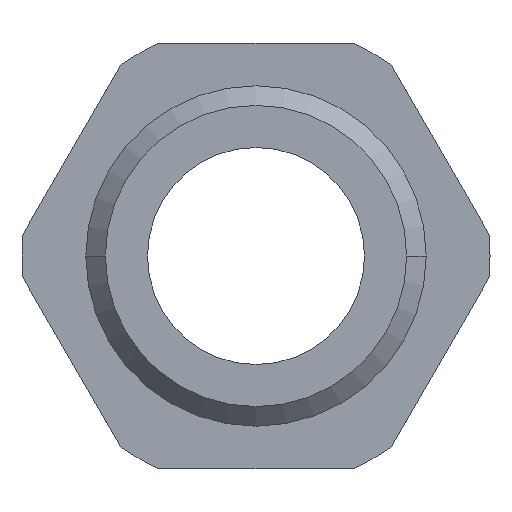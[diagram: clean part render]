
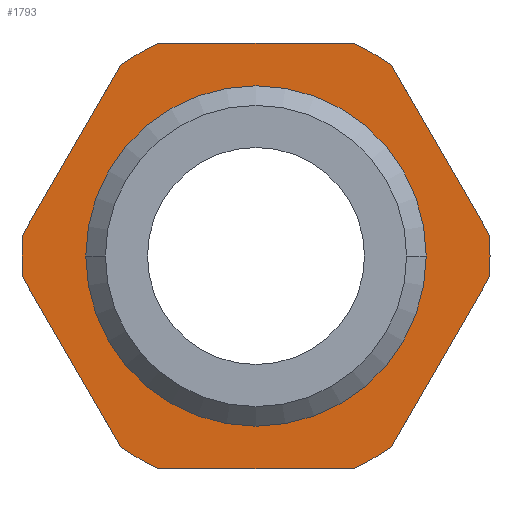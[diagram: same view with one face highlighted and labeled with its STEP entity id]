
A CAD part, front view. The second image highlights one B-rep face of the part: STEP entity #1793.
In plain terms, the highlighted planar face has unit normal (0, -1, 0).
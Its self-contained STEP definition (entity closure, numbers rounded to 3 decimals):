
#643=DIRECTION('',(-0.5,0.,0.866));
#644=VECTOR('',#643,9.165);
#645=CARTESIAN_POINT('',(-6.369,5.,-8.969));
#646=LINE('',#645,#644);
#647=CARTESIAN_POINT('',(0.,5.,0.));
#648=DIRECTION('',(0.,1.,0.));
#649=DIRECTION('',(-0.996,0.,-0.094));
#650=AXIS2_PLACEMENT_3D('',#647,#648,#649);
#652=CARTESIAN_POINT('',(0.,5.,0.));
#653=DIRECTION('',(0.,1.,0.));
#654=DIRECTION('',(-1.,0.,0.));
#655=AXIS2_PLACEMENT_3D('',#652,#653,#654);
#657=DIRECTION('',(0.5,0.,0.866));
#658=VECTOR('',#657,9.165);
#659=CARTESIAN_POINT('',(-10.952,5.,1.031));
#660=LINE('',#659,#658);
#661=CARTESIAN_POINT('',(0.,5.,0.));
#662=DIRECTION('',(0.,1.,0.));
#663=DIRECTION('',(-0.579,0.,0.815));
#664=AXIS2_PLACEMENT_3D('',#661,#662,#663);
#666=DIRECTION('',(1.,0.,0.));
#667=VECTOR('',#666,9.165);
#668=CARTESIAN_POINT('',(-4.583,5.,10.));
#669=LINE('',#668,#667);
#670=CARTESIAN_POINT('',(0.,5.,0.));
#671=DIRECTION('',(0.,1.,0.));
#672=DIRECTION('',(0.417,0.,0.909));
#673=AXIS2_PLACEMENT_3D('',#670,#671,#672);
#675=DIRECTION('',(0.5,0.,-0.866));
#676=VECTOR('',#675,9.165);
#677=CARTESIAN_POINT('',(6.369,5.,8.969));
#678=LINE('',#677,#676);
#679=CARTESIAN_POINT('',(0.,5.,0.));
#680=DIRECTION('',(0.,1.,0.));
#681=DIRECTION('',(0.996,0.,0.094));
#682=AXIS2_PLACEMENT_3D('',#679,#680,#681);
#684=CARTESIAN_POINT('',(0.,5.,0.));
#685=DIRECTION('',(0.,1.,0.));
#686=DIRECTION('',(1.,0.,0.));
#687=AXIS2_PLACEMENT_3D('',#684,#685,#686);
#689=DIRECTION('',(-0.5,0.,-0.866));
#690=VECTOR('',#689,9.165);
#691=CARTESIAN_POINT('',(10.952,5.,-1.031));
#692=LINE('',#691,#690);
#693=CARTESIAN_POINT('',(0.,5.,0.));
#694=DIRECTION('',(0.,1.,0.));
#695=DIRECTION('',(0.579,0.,-0.815));
#696=AXIS2_PLACEMENT_3D('',#693,#694,#695);
#698=DIRECTION('',(-1.,0.,0.));
#699=VECTOR('',#698,9.165);
#700=CARTESIAN_POINT('',(4.583,5.,-10.));
#701=LINE('',#700,#699);
#702=CARTESIAN_POINT('',(0.,5.,0.));
#703=DIRECTION('',(0.,1.,0.));
#704=DIRECTION('',(-0.417,0.,-0.909));
#705=AXIS2_PLACEMENT_3D('',#702,#703,#704);
#707=CARTESIAN_POINT('',(0.,5.,0.));
#708=DIRECTION('',(0.,-1.,0.));
#709=DIRECTION('',(-1.,0.,0.));
#710=AXIS2_PLACEMENT_3D('',#707,#708,#709);
#712=CARTESIAN_POINT('',(0.,5.,0.));
#713=DIRECTION('',(0.,-1.,0.));
#714=DIRECTION('',(1.,0.,0.));
#715=AXIS2_PLACEMENT_3D('',#712,#713,#714);
#1127=CARTESIAN_POINT('',(-4.583,5.,10.));
#1128=CARTESIAN_POINT('',(4.583,5.,10.));
#1129=VERTEX_POINT('',#1127);
#1130=VERTEX_POINT('',#1128);
#1136=CARTESIAN_POINT('',(-6.369,5.,-8.969));
#1137=CARTESIAN_POINT('',(-10.952,5.,-1.031));
#1138=VERTEX_POINT('',#1136);
#1139=VERTEX_POINT('',#1137);
#1140=CARTESIAN_POINT('',(-11.,5.,0.));
#1141=CARTESIAN_POINT('',(-10.952,5.,1.031));
#1142=VERTEX_POINT('',#1140);
#1143=VERTEX_POINT('',#1141);
#1144=CARTESIAN_POINT('',(-6.369,5.,8.969));
#1145=VERTEX_POINT('',#1144);
#1146=CARTESIAN_POINT('',(6.369,5.,8.969));
#1147=VERTEX_POINT('',#1146);
#1148=CARTESIAN_POINT('',(10.952,5.,1.031));
#1149=VERTEX_POINT('',#1148);
#1150=CARTESIAN_POINT('',(11.,5.,0.));
#1151=CARTESIAN_POINT('',(10.952,5.,-1.031));
#1152=VERTEX_POINT('',#1150);
#1153=VERTEX_POINT('',#1151);
#1154=CARTESIAN_POINT('',(6.369,5.,-8.969));
#1155=VERTEX_POINT('',#1154);
#1156=CARTESIAN_POINT('',(4.583,5.,-10.));
#1157=VERTEX_POINT('',#1156);
#1158=CARTESIAN_POINT('',(-4.583,5.,-10.));
#1159=VERTEX_POINT('',#1158);
#1160=CARTESIAN_POINT('',(-7.,5.,0.));
#1161=CARTESIAN_POINT('',(7.,5.,0.));
#1162=VERTEX_POINT('',#1160);
#1163=VERTEX_POINT('',#1161);
#1753=CARTESIAN_POINT('',(0.,5.,0.));
#1754=DIRECTION('',(0.,1.,0.));
#1755=DIRECTION('',(1.,0.,0.));
#1756=AXIS2_PLACEMENT_3D('',#1753,#1754,#1755);
#1757=PLANE('',#1756);
#1758=ORIENTED_EDGE('',*,*,#1743,.T.);
#1760=ORIENTED_EDGE('',*,*,#1759,.T.);
#1762=ORIENTED_EDGE('',*,*,#1761,.T.);
#1764=ORIENTED_EDGE('',*,*,#1763,.T.);
#1766=ORIENTED_EDGE('',*,*,#1765,.T.);
#1768=ORIENTED_EDGE('',*,*,#1767,.T.);
#1770=ORIENTED_EDGE('',*,*,#1769,.T.);
#1772=ORIENTED_EDGE('',*,*,#1771,.T.);
#1774=ORIENTED_EDGE('',*,*,#1773,.T.);
#1776=ORIENTED_EDGE('',*,*,#1775,.T.);
#1778=ORIENTED_EDGE('',*,*,#1777,.T.);
#1780=ORIENTED_EDGE('',*,*,#1779,.T.);
#1782=ORIENTED_EDGE('',*,*,#1781,.T.);
#1784=ORIENTED_EDGE('',*,*,#1783,.T.);
#1785=EDGE_LOOP('',(#1758,#1760,#1762,#1764,#1766,#1768,#1770,#1772,#1774,#1776,
#1778,#1780,#1782,#1784));
#1786=FACE_OUTER_BOUND('',#1785,.F.);
#1788=ORIENTED_EDGE('',*,*,#1787,.T.);
#1790=ORIENTED_EDGE('',*,*,#1789,.T.);
#1791=EDGE_LOOP('',(#1788,#1790));
#1792=FACE_BOUND('',#1791,.F.);
#651=CIRCLE('',#650,11.);
#656=CIRCLE('',#655,11.);
#665=CIRCLE('',#664,11.);
#674=CIRCLE('',#673,11.);
#683=CIRCLE('',#682,11.);
#688=CIRCLE('',#687,11.);
#697=CIRCLE('',#696,11.);
#706=CIRCLE('',#705,11.);
#711=CIRCLE('',#710,7.);
#716=CIRCLE('',#715,7.);
#1743=EDGE_CURVE('',#1138,#1139,#646,.T.);
#1759=EDGE_CURVE('',#1139,#1142,#651,.T.);
#1761=EDGE_CURVE('',#1142,#1143,#656,.T.);
#1763=EDGE_CURVE('',#1143,#1145,#660,.T.);
#1765=EDGE_CURVE('',#1145,#1129,#665,.T.);
#1767=EDGE_CURVE('',#1129,#1130,#669,.T.);
#1769=EDGE_CURVE('',#1130,#1147,#674,.T.);
#1771=EDGE_CURVE('',#1147,#1149,#678,.T.);
#1773=EDGE_CURVE('',#1149,#1152,#683,.T.);
#1775=EDGE_CURVE('',#1152,#1153,#688,.T.);
#1777=EDGE_CURVE('',#1153,#1155,#692,.T.);
#1779=EDGE_CURVE('',#1155,#1157,#697,.T.);
#1781=EDGE_CURVE('',#1157,#1159,#701,.T.);
#1783=EDGE_CURVE('',#1159,#1138,#706,.T.);
#1787=EDGE_CURVE('',#1162,#1163,#711,.T.);
#1789=EDGE_CURVE('',#1163,#1162,#716,.T.);
#1793=ADVANCED_FACE('',(#1786,#1792),#1757,.F.);
